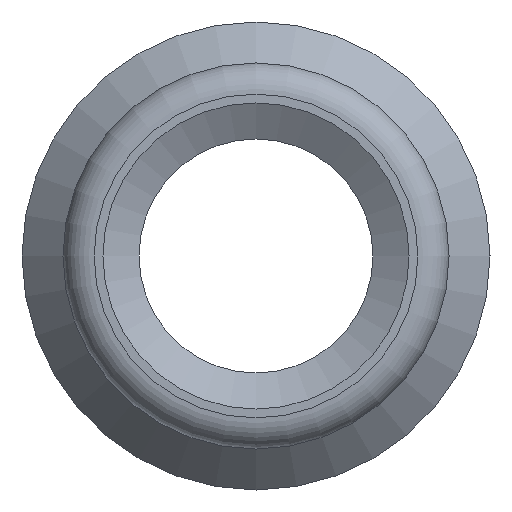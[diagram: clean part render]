
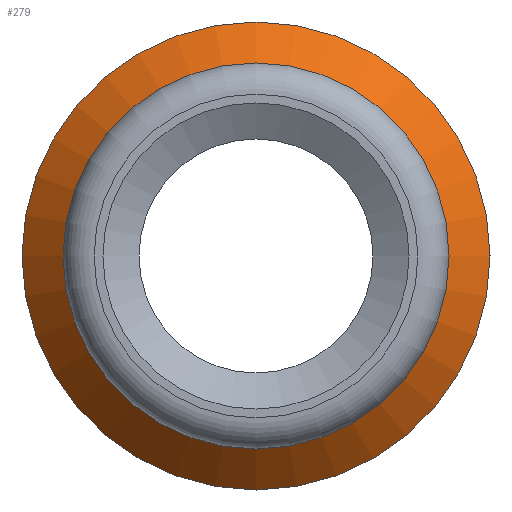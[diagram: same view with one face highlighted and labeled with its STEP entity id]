
A CAD part, left-side view. The second image highlights one B-rep face of the part: STEP entity #279.
In plain terms, the highlighted conical face has half-angle 45 degrees and reference radius 5.475 mm.
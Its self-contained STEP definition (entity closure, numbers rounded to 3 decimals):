
#37=FACE_BOUND('',#99,.T.);
#52=CONICAL_SURFACE('',#325,5.475,45.);
#65=FACE_OUTER_BOUND('',#98,.T.);
#98=EDGE_LOOP('',(#228));
#99=EDGE_LOOP('',(#229));
#137=CIRCLE('',#322,4.95);
#139=CIRCLE('',#326,6.);
#163=VERTEX_POINT('',#486);
#165=VERTEX_POINT('',#492);
#190=EDGE_CURVE('',#163,#163,#137,.T.);
#192=EDGE_CURVE('',#165,#165,#139,.T.);
#228=ORIENTED_EDGE('',*,*,#192,.F.);
#229=ORIENTED_EDGE('',*,*,#190,.T.);
#279=ADVANCED_FACE('',(#65,#37),#52,.T.);
#322=AXIS2_PLACEMENT_3D('',#487,#395,#396);
#325=AXIS2_PLACEMENT_3D('',#491,#401,#402);
#326=AXIS2_PLACEMENT_3D('',#493,#403,#404);
#395=DIRECTION('center_axis',(1.,0.,0.));
#396=DIRECTION('ref_axis',(0.,1.,0.));
#401=DIRECTION('center_axis',(1.,0.,0.));
#402=DIRECTION('ref_axis',(0.,1.,0.));
#403=DIRECTION('center_axis',(1.,0.,0.));
#404=DIRECTION('ref_axis',(0.,1.,0.));
#486=CARTESIAN_POINT('',(5.05,4.95,0.));
#487=CARTESIAN_POINT('Origin',(5.05,0.,0.));
#491=CARTESIAN_POINT('Origin',(5.575,0.,0.));
#492=CARTESIAN_POINT('',(6.1,6.,0.));
#493=CARTESIAN_POINT('Origin',(6.1,0.,0.));
